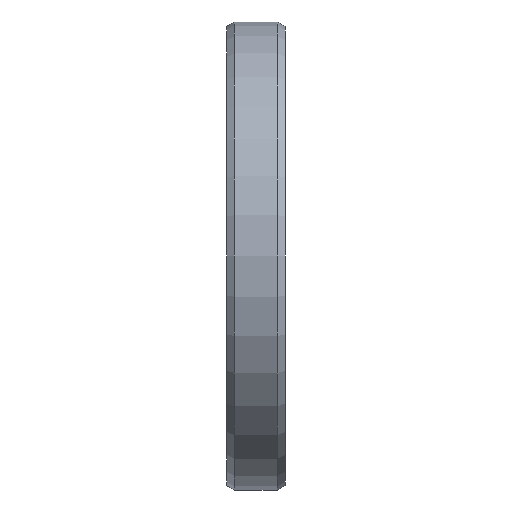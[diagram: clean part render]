
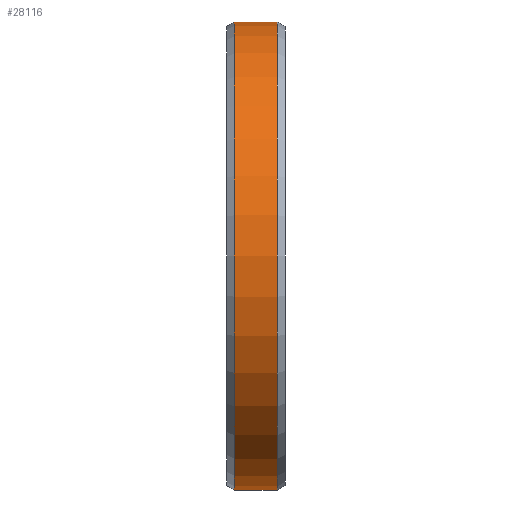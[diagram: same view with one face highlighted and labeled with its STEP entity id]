
A CAD part, left-side view. The second image highlights one B-rep face of the part: STEP entity #28116.
In plain terms, the highlighted cylindrical face has radius 60 mm (diameter 120 mm), a partial arc.
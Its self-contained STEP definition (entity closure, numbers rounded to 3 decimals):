
#27122=CARTESIAN_POINT('',(0.,-5.5,0.));
#27123=DIRECTION('',(0.,1.,0.));
#27124=DIRECTION('',(0.,0.,-1.));
#27125=AXIS2_PLACEMENT_3D('',#27122,#27123,#27124);
#27130=DIRECTION('',(0.,1.,0.));
#27131=VECTOR('',#27130,11.);
#27132=CARTESIAN_POINT('',(0.,-5.5,-60.));
#27133=LINE('',#27132,#27131);
#27145=DIRECTION('',(0.,1.,0.));
#27146=VECTOR('',#27145,11.);
#27147=CARTESIAN_POINT('',(0.,-5.5,60.));
#27148=LINE('',#27147,#27146);
#27174=CARTESIAN_POINT('',(0.,5.5,0.));
#27175=DIRECTION('',(0.,1.,0.));
#27176=DIRECTION('',(0.,0.,-1.));
#27177=AXIS2_PLACEMENT_3D('',#27174,#27175,#27176);
#27977=CARTESIAN_POINT('',(0.,-5.5,-60.));
#27979=VERTEX_POINT('',#27977);
#27980=CARTESIAN_POINT('',(0.,5.5,-60.));
#27981=VERTEX_POINT('',#27980);
#27989=CARTESIAN_POINT('',(0.,-5.5,60.));
#27991=VERTEX_POINT('',#27989);
#27992=CARTESIAN_POINT('',(0.,5.5,60.));
#27993=VERTEX_POINT('',#27992);
#28102=CARTESIAN_POINT('',(0.,-8.25,0.));
#28103=DIRECTION('',(0.,1.,0.));
#28104=DIRECTION('',(0.,0.,-1.));
#28105=AXIS2_PLACEMENT_3D('',#28102,#28103,#28104);
#28106=CYLINDRICAL_SURFACE('',#28105,60.);
#28108=ORIENTED_EDGE('',*,*,#28107,.T.);
#28110=ORIENTED_EDGE('',*,*,#28109,.T.);
#28112=ORIENTED_EDGE('',*,*,#28111,.F.);
#28113=ORIENTED_EDGE('',*,*,#28087,.F.);
#28114=EDGE_LOOP('',(#28108,#28110,#28112,#28113));
#28115=FACE_OUTER_BOUND('',#28114,.F.);
#27126=CIRCLE('',#27125,60.);
#27178=CIRCLE('',#27177,60.);
#28087=EDGE_CURVE('',#27979,#27991,#27126,.T.);
#28107=EDGE_CURVE('',#27979,#27981,#27133,.T.);
#28109=EDGE_CURVE('',#27981,#27993,#27178,.T.);
#28111=EDGE_CURVE('',#27991,#27993,#27148,.T.);
#28116=ADVANCED_FACE('',(#28115),#28106,.T.);
